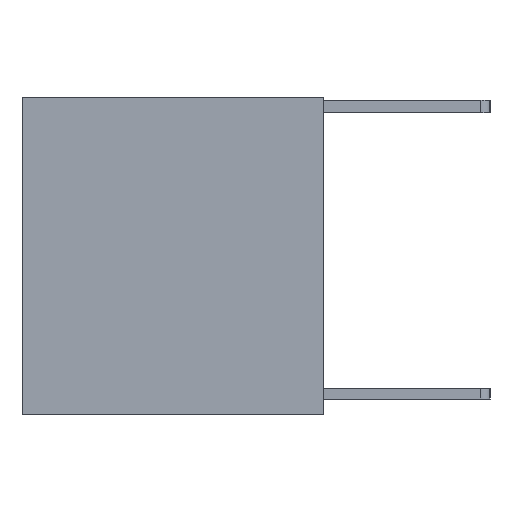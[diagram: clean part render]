
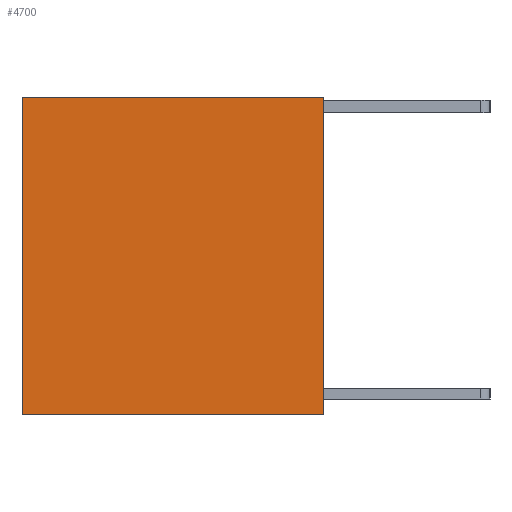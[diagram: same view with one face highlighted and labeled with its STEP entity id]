
A CAD part, left-side view. The second image highlights one B-rep face of the part: STEP entity #4700.
In plain terms, the highlighted planar face has unit normal (-1, 0, 0).
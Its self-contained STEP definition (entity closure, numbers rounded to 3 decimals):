
#1052=CARTESIAN_POINT('',(18.,6.4,0.));
#1053=VERTEX_POINT('',#1052);
#1063=CARTESIAN_POINT('',(18.,1.5,0.));
#1064=VERTEX_POINT('',#1063);
#1065=CARTESIAN_POINT('',(18.,6.4,0.));
#1066=CARTESIAN_POINT('',(18.,5.42,0.));
#1067=CARTESIAN_POINT('',(18.,4.44,0.));
#1068=CARTESIAN_POINT('',(18.,3.46,0.));
#1069=CARTESIAN_POINT('',(18.,2.48,0.));
#1070=CARTESIAN_POINT('',(18.,1.5,0.));
#1071=B_SPLINE_CURVE_WITH_KNOTS('',5,(#1065,#1066,#1067,#1068,#1069,#1070),.UNSPECIFIED.,.F.,.U.,(6,6),(0.,4.9),.UNSPECIFIED.);
#1072=EDGE_CURVE('',#1053,#1064,#1071,.T.);
#2383=CARTESIAN_POINT('',(18.,6.4,-5.15));
#2384=VERTEX_POINT('',#2383);
#2945=CARTESIAN_POINT('',(18.,1.5,-5.15));
#2946=VERTEX_POINT('',#2945);
#2956=CARTESIAN_POINT('',(18.,6.4,-5.15));
#2957=CARTESIAN_POINT('',(18.,5.42,-5.15));
#2958=CARTESIAN_POINT('',(18.,4.44,-5.15));
#2959=CARTESIAN_POINT('',(18.,3.46,-5.15));
#2960=CARTESIAN_POINT('',(18.,2.48,-5.15));
#2961=CARTESIAN_POINT('',(18.,1.5,-5.15));
#2962=B_SPLINE_CURVE_WITH_KNOTS('',5,(#2956,#2957,#2958,#2959,#2960,#2961),.UNSPECIFIED.,.F.,.U.,(6,6),(0.,4.9),.UNSPECIFIED.);
#2963=EDGE_CURVE('',#2384,#2946,#2962,.T.);
#4567=CARTESIAN_POINT('',(18.,6.4,-5.15));
#4568=CARTESIAN_POINT('',(18.,6.4,-4.12));
#4569=CARTESIAN_POINT('',(18.,6.4,-3.09));
#4570=CARTESIAN_POINT('',(18.,6.4,-2.06));
#4571=CARTESIAN_POINT('',(18.,6.4,-1.03));
#4572=CARTESIAN_POINT('',(18.,6.4,0.));
#4573=B_SPLINE_CURVE_WITH_KNOTS('',5,(#4567,#4568,#4569,#4570,#4571,#4572),.UNSPECIFIED.,.F.,.U.,(6,6),(0.,5.15),.UNSPECIFIED.);
#4574=EDGE_CURVE('',#2384,#1053,#4573,.T.);
#4681=CARTESIAN_POINT('',(18.,3.95,-2.575));
#4682=DIRECTION('',(0.,0.,1.));
#4683=DIRECTION('',(-1.,0.,0.));
#4684=AXIS2_PLACEMENT_3D('',#4681,#4683,#4682);
#4685=PLANE('',#4684);
#4686=CARTESIAN_POINT('',(18.,1.5,-5.15));
#4687=CARTESIAN_POINT('',(18.,1.5,-4.12));
#4688=CARTESIAN_POINT('',(18.,1.5,-3.09));
#4689=CARTESIAN_POINT('',(18.,1.5,-2.06));
#4690=CARTESIAN_POINT('',(18.,1.5,-1.03));
#4691=CARTESIAN_POINT('',(18.,1.5,0.));
#4692=B_SPLINE_CURVE_WITH_KNOTS('',5,(#4686,#4687,#4688,#4689,#4690,#4691),.UNSPECIFIED.,.F.,.U.,(6,6),(0.,5.15),.UNSPECIFIED.);
#4693=EDGE_CURVE('',#2946,#1064,#4692,.T.);
#4694=ORIENTED_EDGE('',*,*,#4693,.T.);
#4695=ORIENTED_EDGE('',*,*,#1072,.F.);
#4696=ORIENTED_EDGE('',*,*,#4574,.F.);
#4697=ORIENTED_EDGE('',*,*,#2963,.T.);
#4698=EDGE_LOOP('',(#4694,#4695,#4696,#4697));
#4699=FACE_OUTER_BOUND('',#4698,.T.);
#4700=ADVANCED_FACE('',(#4699),#4685,.T.);
